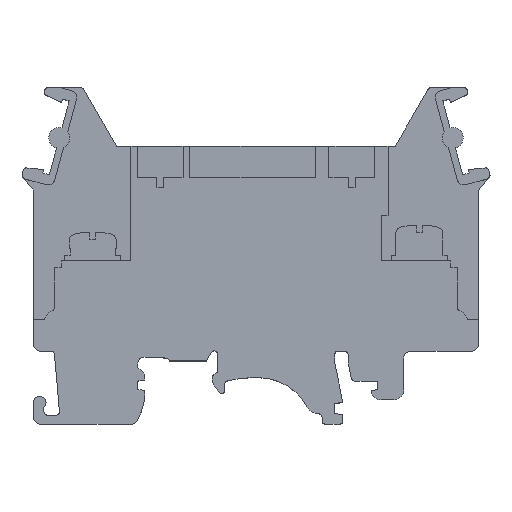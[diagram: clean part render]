
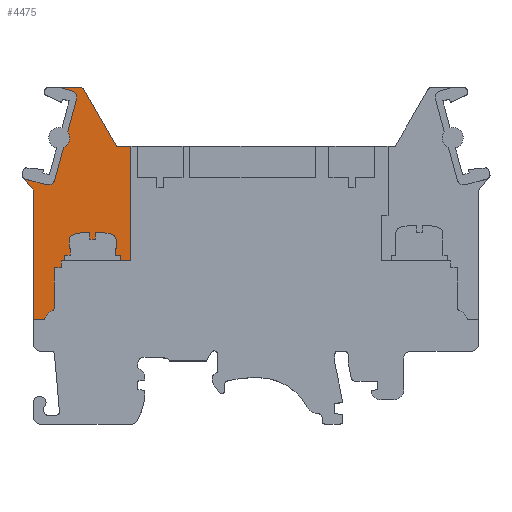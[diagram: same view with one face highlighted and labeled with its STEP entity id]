
A CAD part, top view. The second image highlights one B-rep face of the part: STEP entity #4475.
In plain terms, the highlighted planar face has unit normal (0, 0, 1).
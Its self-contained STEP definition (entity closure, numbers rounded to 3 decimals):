
#1099=DIRECTION('',(1.,0.,0.));
#1100=VECTOR('',#1099,10.);
#1101=CARTESIAN_POINT('',(-28.002,-0.7,-3.4));
#1102=LINE('',#1101,#1100);
#1392=DIRECTION('',(0.,1.,0.));
#1393=VECTOR('',#1392,1.);
#1394=CARTESIAN_POINT('',(-28.002,-1.7,-3.4));
#1395=LINE('',#1394,#1393);
#1396=DIRECTION('',(1.,0.,0.));
#1397=VECTOR('',#1396,1.);
#1398=CARTESIAN_POINT('',(-29.002,-1.7,-3.4));
#1399=LINE('',#1398,#1397);
#1400=CARTESIAN_POINT('',(-29.502,-7.409,-3.4));
#1401=DIRECTION('',(0.,0.,1.));
#1402=DIRECTION('',(0.4,-0.917,0.));
#1403=AXIS2_PLACEMENT_3D('',#1400,#1401,#1402);
#1405=CARTESIAN_POINT('',(-28.502,-9.7,-3.4));
#1406=DIRECTION('',(0.,0.,-1.));
#1407=DIRECTION('',(-0.917,0.4,0.));
#1408=AXIS2_PLACEMENT_3D('',#1405,#1406,#1407);
#1410=CARTESIAN_POINT('',(-30.793,-8.7,-3.4));
#1411=DIRECTION('',(0.,0.,1.));
#1412=DIRECTION('',(0.,-1.,0.));
#1413=AXIS2_PLACEMENT_3D('',#1410,#1411,#1412);
#1415=DIRECTION('',(1.,0.,0.));
#1416=VECTOR('',#1415,1.209);
#1417=CARTESIAN_POINT('',(-32.002,-9.2,-3.4));
#1418=LINE('',#1417,#1416);
#1419=CARTESIAN_POINT('',(-33.166,11.576,-3.4));
#1420=DIRECTION('',(0.,0.,1.));
#1421=DIRECTION('',(-0.612,-0.791,0.));
#1422=AXIS2_PLACEMENT_3D('',#1419,#1420,#1421);
#1424=DIRECTION('',(0.966,-0.259,0.));
#1425=VECTOR('',#1424,3.252);
#1426=CARTESIAN_POINT('',(-33.295,11.093,-3.4));
#1427=LINE('',#1426,#1425);
#1428=CARTESIAN_POINT('',(-29.895,11.218,-3.4));
#1429=DIRECTION('',(0.,0.,1.));
#1430=DIRECTION('',(-0.259,-0.966,0.));
#1431=AXIS2_PLACEMENT_3D('',#1428,#1429,#1430);
#1433=DIRECTION('',(0.259,0.966,0.));
#1434=VECTOR('',#1433,4.84);
#1435=CARTESIAN_POINT('',(-28.929,10.959,-3.4));
#1436=LINE('',#1435,#1434);
#1437=CARTESIAN_POINT('',(-28.296,17.,-3.4));
#1438=DIRECTION('',(0.,0.,1.));
#1439=DIRECTION('',(0.413,-0.911,0.));
#1440=AXIS2_PLACEMENT_3D('',#1437,#1438,#1439);
#1442=DIRECTION('',(0.259,0.966,0.));
#1443=VECTOR('',#1442,4.84);
#1444=CARTESIAN_POINT('',(-27.077,17.874,-3.4));
#1445=LINE('',#1444,#1443);
#1446=CARTESIAN_POINT('',(-26.79,22.808,-3.4));
#1447=DIRECTION('',(0.,0.,1.));
#1448=DIRECTION('',(0.966,-0.259,0.));
#1449=AXIS2_PLACEMENT_3D('',#1446,#1447,#1448);
#1451=DIRECTION('',(-0.966,0.259,0.));
#1452=VECTOR('',#1451,1.646);
#1453=CARTESIAN_POINT('',(-26.531,23.774,-3.4));
#1454=LINE('',#1453,#1452);
#1455=DIRECTION('',(0.,1.,0.));
#1456=VECTOR('',#1455,16.5);
#1457=CARTESIAN_POINT('',(-18.002,-0.7,-3.4));
#1458=LINE('',#1457,#1456);
#1507=DIRECTION('',(-1.,0.,0.));
#1508=VECTOR('',#1507,2.03);
#1509=CARTESIAN_POINT('',(-18.002,15.8,-3.4));
#1510=LINE('',#1509,#1508);
#1583=DIRECTION('',(-0.5,0.866,0.));
#1584=VECTOR('',#1583,9.498);
#1585=CARTESIAN_POINT('',(-20.032,15.8,-3.4));
#1586=LINE('',#1585,#1584);
#1591=CARTESIAN_POINT('',(-25.161,23.7,-3.4));
#1592=DIRECTION('',(0.,0.,1.));
#1593=DIRECTION('',(0.758,0.652,0.));
#1594=AXIS2_PLACEMENT_3D('',#1591,#1592,#1593);
#1600=DIRECTION('',(-1.,0.,0.));
#1601=VECTOR('',#1600,2.96);
#1602=CARTESIAN_POINT('',(-25.161,24.2,-3.4));
#1603=LINE('',#1602,#1601);
#2225=CARTESIAN_POINT('',(-33.472,11.181,-3.4));
#2227=DIRECTION('',(0.658,-0.753,0.));
#2228=VECTOR('',#2227,2.235);
#2229=CARTESIAN_POINT('',(-33.472,11.181,-3.4));
#2230=LINE('',#2229,#2228);
#2235=DIRECTION('',(0.,-1.,0.));
#2236=VECTOR('',#2235,18.698);
#2237=CARTESIAN_POINT('',(-32.002,9.498,-3.4));
#2238=LINE('',#2237,#2236);
#2259=DIRECTION('',(0.,1.,0.));
#2260=VECTOR('',#2259,5.709);
#2261=CARTESIAN_POINT('',(-29.002,-7.409,-3.4));
#2262=LINE('',#2261,#2260);
#2978=CARTESIAN_POINT('',(-30.793,-9.2,-3.4));
#2979=CARTESIAN_POINT('',(-30.335,-8.9,-3.4));
#2980=VERTEX_POINT('',#2978);
#2981=VERTEX_POINT('',#2979);
#2982=CARTESIAN_POINT('',(-29.302,-7.867,-3.4));
#2983=VERTEX_POINT('',#2982);
#2984=CARTESIAN_POINT('',(-29.002,-7.409,-3.4));
#2985=VERTEX_POINT('',#2984);
#2986=CARTESIAN_POINT('',(-29.002,-1.7,-3.4));
#2987=CARTESIAN_POINT('',(-28.002,-1.7,-3.4));
#2988=VERTEX_POINT('',#2986);
#2989=VERTEX_POINT('',#2987);
#2990=CARTESIAN_POINT('',(-28.002,-0.7,-3.4));
#2991=VERTEX_POINT('',#2990);
#3016=CARTESIAN_POINT('',(-18.002,15.8,-3.4));
#3017=CARTESIAN_POINT('',(-20.032,15.8,-3.4));
#3018=VERTEX_POINT('',#3016);
#3019=VERTEX_POINT('',#3017);
#3036=CARTESIAN_POINT('',(-24.781,24.026,-3.4));
#3037=VERTEX_POINT('',#3036);
#3038=CARTESIAN_POINT('',(-25.161,24.2,-3.4));
#3039=VERTEX_POINT('',#3038);
#3040=CARTESIAN_POINT('',(-32.002,9.498,-3.4));
#3041=CARTESIAN_POINT('',(-32.002,-9.2,-3.4));
#3042=VERTEX_POINT('',#3040);
#3043=VERTEX_POINT('',#3041);
#3106=CARTESIAN_POINT('',(-18.002,-0.7,-3.4));
#3107=VERTEX_POINT('',#3106);
#3211=VERTEX_POINT('',#2225);
#3220=CARTESIAN_POINT('',(-33.295,11.093,-3.4));
#3221=VERTEX_POINT('',#3220);
#3222=CARTESIAN_POINT('',(-30.154,10.252,-3.4));
#3223=VERTEX_POINT('',#3222);
#3224=CARTESIAN_POINT('',(-28.929,10.959,-3.4));
#3225=VERTEX_POINT('',#3224);
#3226=CARTESIAN_POINT('',(-27.677,15.634,-3.4));
#3227=VERTEX_POINT('',#3226);
#3228=CARTESIAN_POINT('',(-27.077,17.874,-3.4));
#3229=VERTEX_POINT('',#3228);
#3230=CARTESIAN_POINT('',(-25.824,22.549,-3.4));
#3231=VERTEX_POINT('',#3230);
#3232=CARTESIAN_POINT('',(-26.531,23.774,-3.4));
#3233=VERTEX_POINT('',#3232);
#3234=CARTESIAN_POINT('',(-28.121,24.2,-3.4));
#3235=VERTEX_POINT('',#3234);
#4423=CARTESIAN_POINT('',(0.,0.,-3.4));
#4424=DIRECTION('',(0.,0.,1.));
#4425=DIRECTION('',(1.,0.,0.));
#4426=AXIS2_PLACEMENT_3D('',#4423,#4424,#4425);
#4427=PLANE('',#4426);
#4428=ORIENTED_EDGE('',*,*,#4143,.F.);
#4430=ORIENTED_EDGE('',*,*,#4429,.F.);
#4432=ORIENTED_EDGE('',*,*,#4431,.F.);
#4434=ORIENTED_EDGE('',*,*,#4433,.F.);
#4436=ORIENTED_EDGE('',*,*,#4435,.F.);
#4438=ORIENTED_EDGE('',*,*,#4437,.F.);
#4440=ORIENTED_EDGE('',*,*,#4439,.F.);
#4442=ORIENTED_EDGE('',*,*,#4441,.F.);
#4444=ORIENTED_EDGE('',*,*,#4443,.F.);
#4446=ORIENTED_EDGE('',*,*,#4445,.F.);
#4448=ORIENTED_EDGE('',*,*,#4447,.T.);
#4450=ORIENTED_EDGE('',*,*,#4449,.T.);
#4452=ORIENTED_EDGE('',*,*,#4451,.T.);
#4454=ORIENTED_EDGE('',*,*,#4453,.T.);
#4456=ORIENTED_EDGE('',*,*,#4455,.T.);
#4458=ORIENTED_EDGE('',*,*,#4457,.T.);
#4460=ORIENTED_EDGE('',*,*,#4459,.T.);
#4462=ORIENTED_EDGE('',*,*,#4461,.T.);
#4464=ORIENTED_EDGE('',*,*,#4463,.F.);
#4466=ORIENTED_EDGE('',*,*,#4465,.F.);
#4468=ORIENTED_EDGE('',*,*,#4467,.F.);
#4470=ORIENTED_EDGE('',*,*,#4469,.F.);
#4472=ORIENTED_EDGE('',*,*,#4471,.F.);
#4473=EDGE_LOOP('',(#4428,#4430,#4432,#4434,#4436,#4438,#4440,#4442,#4444,#4446,
#4448,#4450,#4452,#4454,#4456,#4458,#4460,#4462,#4464,#4466,#4468,#4470,#4472));
#4474=FACE_OUTER_BOUND('',#4473,.F.);
#1404=CIRCLE('',#1403,0.5);
#1409=CIRCLE('',#1408,2.);
#1414=CIRCLE('',#1413,0.5);
#1423=CIRCLE('',#1422,0.5);
#1432=CIRCLE('',#1431,1.);
#1441=CIRCLE('',#1440,1.5);
#1450=CIRCLE('',#1449,1.);
#1595=CIRCLE('',#1594,0.5);
#4143=EDGE_CURVE('',#2991,#3107,#1102,.T.);
#4429=EDGE_CURVE('',#2989,#2991,#1395,.T.);
#4431=EDGE_CURVE('',#2988,#2989,#1399,.T.);
#4433=EDGE_CURVE('',#2985,#2988,#2262,.T.);
#4435=EDGE_CURVE('',#2983,#2985,#1404,.T.);
#4437=EDGE_CURVE('',#2981,#2983,#1409,.T.);
#4439=EDGE_CURVE('',#2980,#2981,#1414,.T.);
#4441=EDGE_CURVE('',#3043,#2980,#1418,.T.);
#4443=EDGE_CURVE('',#3042,#3043,#2238,.T.);
#4445=EDGE_CURVE('',#3211,#3042,#2230,.T.);
#4447=EDGE_CURVE('',#3211,#3221,#1423,.T.);
#4449=EDGE_CURVE('',#3221,#3223,#1427,.T.);
#4451=EDGE_CURVE('',#3223,#3225,#1432,.T.);
#4453=EDGE_CURVE('',#3225,#3227,#1436,.T.);
#4455=EDGE_CURVE('',#3227,#3229,#1441,.T.);
#4457=EDGE_CURVE('',#3229,#3231,#1445,.T.);
#4459=EDGE_CURVE('',#3231,#3233,#1450,.T.);
#4461=EDGE_CURVE('',#3233,#3235,#1454,.T.);
#4463=EDGE_CURVE('',#3039,#3235,#1603,.T.);
#4465=EDGE_CURVE('',#3037,#3039,#1595,.T.);
#4467=EDGE_CURVE('',#3019,#3037,#1586,.T.);
#4469=EDGE_CURVE('',#3018,#3019,#1510,.T.);
#4471=EDGE_CURVE('',#3107,#3018,#1458,.T.);
#4475=ADVANCED_FACE('',(#4474),#4427,.T.);
